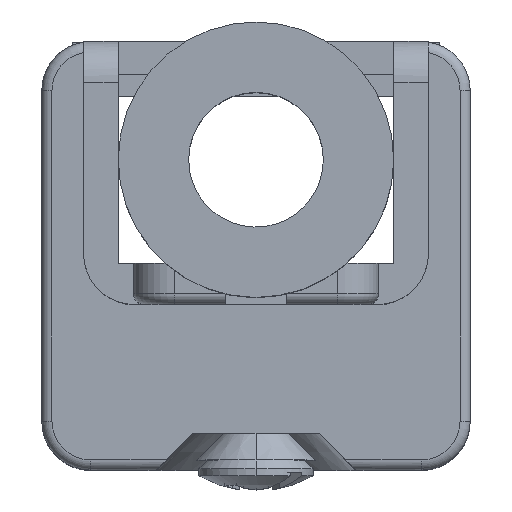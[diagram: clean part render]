
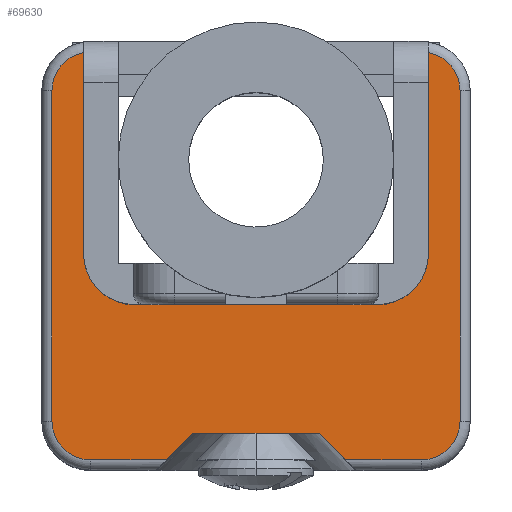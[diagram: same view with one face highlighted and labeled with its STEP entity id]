
A CAD part, top view. The second image highlights one B-rep face of the part: STEP entity #69630.
In plain terms, the highlighted planar face has unit normal (0, 0, 1).
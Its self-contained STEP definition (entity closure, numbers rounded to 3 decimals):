
#5940=CARTESIAN_POINT('',(-108.472,72.76,-45.5));
#5950=VERTEX_POINT('',#5940);
#6120=CARTESIAN_POINT('',(-106.572,70.86,-45.5));
#6130=VERTEX_POINT('',#6120);
#6160=CARTESIAN_POINT('',(-108.472,70.86,-45.5));
#6170=DIRECTION('',(0.,0.,1.));
#6180=DIRECTION('',(1.,0.,0.));
#6190=AXIS2_PLACEMENT_3D('',#6160,#6170,#6180);
#6200=CIRCLE('',#6190,1.9);
#6210=EDGE_CURVE('',#6130,#5950,#6200,.T.);
#22770=CARTESIAN_POINT('',(-122.522,65.16,-45.5));
#22780=VERTEX_POINT('',#22770);
#22810=CARTESIAN_POINT('',(-116.572,65.16,-45.5));
#22820=DIRECTION('',(-1.,0.,0.));
#22830=VECTOR('',#22820,1.);
#22840=LINE('',#22810,#22830);
#22850=CARTESIAN_POINT('',(-110.622,65.16,-45.5));
#22860=VERTEX_POINT('',#22850);
#22870=EDGE_CURVE('',#22860,#22780,#22840,.T.);
#25960=CARTESIAN_POINT('',(-126.572,70.86,-45.5));
#25970=VERTEX_POINT('',#25960);
#26120=CARTESIAN_POINT('',(-124.672,72.76,-45.5));
#26130=VERTEX_POINT('',#26120);
#26160=CARTESIAN_POINT('',(-124.672,70.86,-45.5));
#26170=DIRECTION('',(0.,0.,-1.));
#26180=DIRECTION('',(-1.,0.,0.));
#26190=AXIS2_PLACEMENT_3D('',#26160,#26170,#26180);
#26200=CIRCLE('',#26190,1.9);
#26210=EDGE_CURVE('',#25970,#26130,#26200,.T.);
#27610=CARTESIAN_POINT('',(-108.122,52.793,-45.5));
#27620=VERTEX_POINT('',#27610);
#27650=CARTESIAN_POINT('',(-108.472,54.66,-45.5));
#27660=DIRECTION('',(0.,0.,1.));
#27670=DIRECTION('',(1.,0.,0.));
#27680=AXIS2_PLACEMENT_3D('',#27650,#27660,#27670);
#27690=CIRCLE('',#27680,1.9);
#27700=CARTESIAN_POINT('',(-106.572,54.66,-45.5));
#27710=VERTEX_POINT('',#27700);
#27720=EDGE_CURVE('',#27620,#27710,#27690,.T.);
#41790=CARTESIAN_POINT('',(-120.972,72.76,-45.5));
#41800=VERTEX_POINT('',#41790);
#41960=CARTESIAN_POINT('',(-119.672,71.46,-45.5));
#41970=VERTEX_POINT('',#41960);
#42000=CARTESIAN_POINT('',(-116.572,68.36,-45.5));
#42010=DIRECTION('',(-0.707,0.707,0.));
#42020=VECTOR('',#42010,1.);
#42030=LINE('',#42000,#42020);
#42040=EDGE_CURVE('',#41970,#41800,#42030,.T.);
#46430=CARTESIAN_POINT('',(-125.022,62.66,-45.5));
#46440=VERTEX_POINT('',#46430);
#46470=CARTESIAN_POINT('',(-122.522,62.66,-45.5));
#46480=DIRECTION('',(0.,0.,-1.));
#46490=DIRECTION('',(-1.,0.,0.));
#46500=AXIS2_PLACEMENT_3D('',#46470,#46480,#46490);
#46510=CIRCLE('',#46500,2.5);
#46520=EDGE_CURVE('',#46440,#22780,#46510,.T.);
#47260=CARTESIAN_POINT('',(-125.022,52.793,-45.5));
#47270=VERTEX_POINT('',#47260);
#47360=CARTESIAN_POINT('',(-126.572,54.66,-45.5));
#47370=VERTEX_POINT('',#47360);
#47400=CARTESIAN_POINT('',(-124.672,54.66,-45.5));
#47410=DIRECTION('',(0.,0.,-1.));
#47420=DIRECTION('',(-1.,-0.,0.));
#47430=AXIS2_PLACEMENT_3D('',#47400,#47410,#47420);
#47440=CIRCLE('',#47430,1.9);
#47450=EDGE_CURVE('',#47270,#47370,#47440,.T.);
#50220=CARTESIAN_POINT('',(-112.172,72.76,-45.5));
#50230=VERTEX_POINT('',#50220);
#50280=CARTESIAN_POINT('',(-116.572,72.76,-45.5));
#50290=DIRECTION('',(-1.,0.,0.));
#50300=VECTOR('',#50290,1.);
#50310=LINE('',#50280,#50300);
#50320=EDGE_CURVE('',#5950,#50230,#50310,.T.);
#50640=CARTESIAN_POINT('',(-108.122,62.66,-45.5));
#50650=VERTEX_POINT('',#50640);
#50680=CARTESIAN_POINT('',(-108.122,58.25,-45.5));
#50690=DIRECTION('',(0.,-1.,0.));
#50700=VECTOR('',#50690,1.);
#50710=LINE('',#50680,#50700);
#50720=EDGE_CURVE('',#50650,#27620,#50710,.T.);
#55950=CARTESIAN_POINT('',(-113.472,71.46,-45.5));
#55960=VERTEX_POINT('',#55950);
#55990=CARTESIAN_POINT('',(-116.572,71.46,-45.5));
#56000=DIRECTION('',(1.,0.,0.));
#56010=VECTOR('',#56000,1.);
#56020=LINE('',#55990,#56010);
#56030=EDGE_CURVE('',#41970,#55960,#56020,.T.);
#59790=CARTESIAN_POINT('',(-116.572,72.76,-45.5));
#59800=DIRECTION('',(-1.,0.,0.));
#59810=VECTOR('',#59800,1.);
#59820=LINE('',#59790,#59810);
#59830=EDGE_CURVE('',#41800,#26130,#59820,.T.);
#62430=CARTESIAN_POINT('',(-106.572,58.25,-45.5));
#62440=DIRECTION('',(0.,1.,0.));
#62450=VECTOR('',#62440,1.);
#62460=LINE('',#62430,#62450);
#62470=EDGE_CURVE('',#27710,#6130,#62460,.T.);
#63210=CARTESIAN_POINT('',(-126.572,58.25,-45.5));
#63220=DIRECTION('',(0.,1.,0.));
#63230=VECTOR('',#63220,1.);
#63240=LINE('',#63210,#63230);
#63250=EDGE_CURVE('',#47370,#25970,#63240,.T.);
#66580=CARTESIAN_POINT('',(-110.622,62.66,-45.5));
#66590=DIRECTION('',(0.,0.,-1.));
#66600=DIRECTION('',(-1.,0.,0.));
#66610=AXIS2_PLACEMENT_3D('',#66580,#66590,#66600);
#66620=CIRCLE('',#66610,2.5);
#66630=EDGE_CURVE('',#22860,#50650,#66620,.T.);
#67320=CARTESIAN_POINT('',(-116.572,68.36,-45.5));
#67330=DIRECTION('',(0.707,0.707,0.));
#67340=VECTOR('',#67330,1.);
#67350=LINE('',#67320,#67340);
#67360=EDGE_CURVE('',#55960,#50230,#67350,.T.);
#69350=CARTESIAN_POINT('',(-123.222,58.25,-45.5));
#69360=DIRECTION('',(0.,0.,1.));
#69370=DIRECTION('',(1.,0.,0.));
#69380=AXIS2_PLACEMENT_3D('',#69350,#69360,#69370);
#69390=PLANE('',#69380);
#69400=ORIENTED_EDGE('',*,*,#63250,.F.);
#69410=ORIENTED_EDGE('',*,*,#26210,.F.);
#69420=ORIENTED_EDGE('',*,*,#59830,.T.);
#69430=ORIENTED_EDGE('',*,*,#42040,.T.);
#69440=ORIENTED_EDGE('',*,*,#56030,.F.);
#69450=ORIENTED_EDGE('',*,*,#67360,.F.);
#69460=ORIENTED_EDGE('',*,*,#50320,.T.);
#69470=ORIENTED_EDGE('',*,*,#6210,.T.);
#69480=ORIENTED_EDGE('',*,*,#62470,.T.);
#69490=ORIENTED_EDGE('',*,*,#27720,.T.);
#69500=ORIENTED_EDGE('',*,*,#50720,.T.);
#69510=ORIENTED_EDGE('',*,*,#66630,.T.);
#69520=ORIENTED_EDGE('',*,*,#22870,.F.);
#69530=ORIENTED_EDGE('',*,*,#46520,.T.);
#69540=CARTESIAN_POINT('',(-125.022,58.25,-45.5));
#69550=DIRECTION('',(0.,1.,0.));
#69560=VECTOR('',#69550,1.);
#69570=LINE('',#69540,#69560);
#69580=EDGE_CURVE('',#47270,#46440,#69570,.T.);
#69590=ORIENTED_EDGE('',*,*,#69580,.T.);
#69600=ORIENTED_EDGE('',*,*,#47450,.F.);
#69610=EDGE_LOOP('',(#69600,#69590,#69530,#69520,#69510,#69500,#69490,
#69480,#69470,#69460,#69450,#69440,#69430,#69420,#69410,#69400));
#69620=FACE_OUTER_BOUND('',#69610,.T.);
#69630=ADVANCED_FACE('',(#69620),#69390,.T.);
